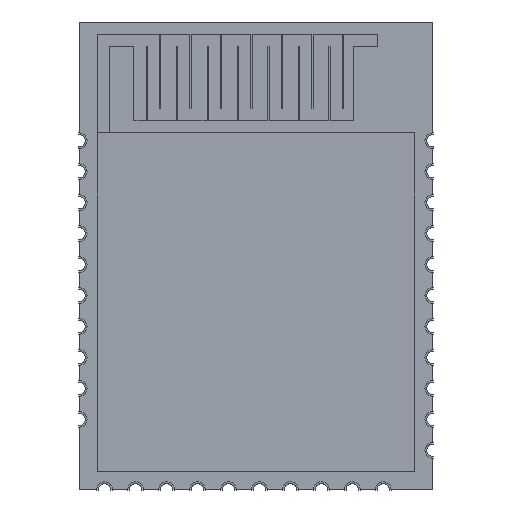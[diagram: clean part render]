
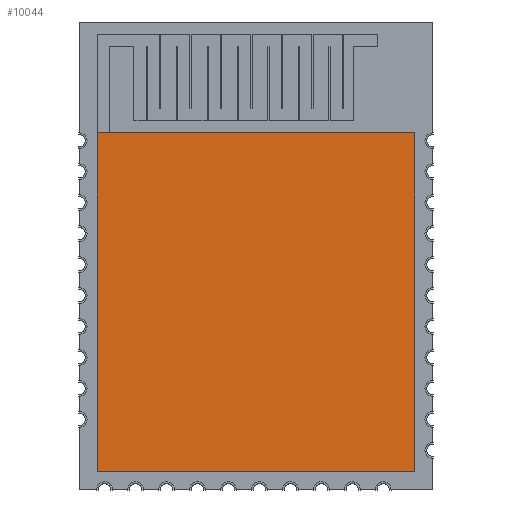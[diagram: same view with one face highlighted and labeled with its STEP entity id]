
A CAD part, top view. The second image highlights one B-rep face of the part: STEP entity #10044.
In plain terms, the highlighted planar face has unit normal (0, 0, 1).
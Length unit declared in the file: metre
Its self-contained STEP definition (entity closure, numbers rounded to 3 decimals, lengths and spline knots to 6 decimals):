
#561=ORIENTED_EDGE('',*,*,#3471,.F.);
#562=ORIENTED_EDGE('',*,*,#3475,.T.);
#563=ORIENTED_EDGE('',*,*,#3478,.T.);
#564=ORIENTED_EDGE('',*,*,#3480,.F.);
#3471=EDGE_CURVE('',#4933,#4934,#5887,.T.);
#3475=EDGE_CURVE('',#4933,#4936,#5891,.T.);
#3478=EDGE_CURVE('',#4936,#4938,#5894,.T.);
#3480=EDGE_CURVE('',#4934,#4938,#5896,.T.);
#4933=VERTEX_POINT('',#15861);
#4934=VERTEX_POINT('',#15863);
#4936=VERTEX_POINT('',#15869);
#4938=VERTEX_POINT('',#15875);
#5887=LINE('',#15862,#7225);
#5891=LINE('',#15870,#7229);
#5894=LINE('',#15876,#7232);
#5896=LINE('',#15879,#7234);
#7225=VECTOR('',#13245,1.);
#7229=VECTOR('',#13251,1.);
#7232=VECTOR('',#13256,1.);
#7234=VECTOR('',#13260,1.);
#8565=EDGE_LOOP('',(#561,#562,#563,#564));
#9079=FACE_BOUND('',#8565,.T.);
#9593=PLANE('',#12605);
#10044=ADVANCED_FACE('',(#9079),#9593,.T.);
#12605=AXIS2_PLACEMENT_3D('',#15880,#13261,#13262);
#13245=DIRECTION('',(1.,0.,0.));
#13251=DIRECTION('',(0.,-1.,0.));
#13256=DIRECTION('',(1.,0.,0.));
#13260=DIRECTION('',(0.,-1.,0.));
#13261=DIRECTION('',(0.,0.,1.));
#13262=DIRECTION('',(1.,0.,0.));
#15861=CARTESIAN_POINT('',(-0.00651,0.005045,0.002));
#15862=CARTESIAN_POINT('',(0.,0.005045,0.002));
#15863=CARTESIAN_POINT('',(0.00651,0.005045,0.002));
#15869=CARTESIAN_POINT('',(-0.00651,-0.00885,0.002));
#15870=CARTESIAN_POINT('',(-0.00651,-0.001903,0.002));
#15875=CARTESIAN_POINT('',(0.00651,-0.00885,0.002));
#15876=CARTESIAN_POINT('',(0.,-0.00885,0.002));
#15879=CARTESIAN_POINT('',(0.00651,-0.001903,0.002));
#15880=CARTESIAN_POINT('',(0.,0.,0.002));
